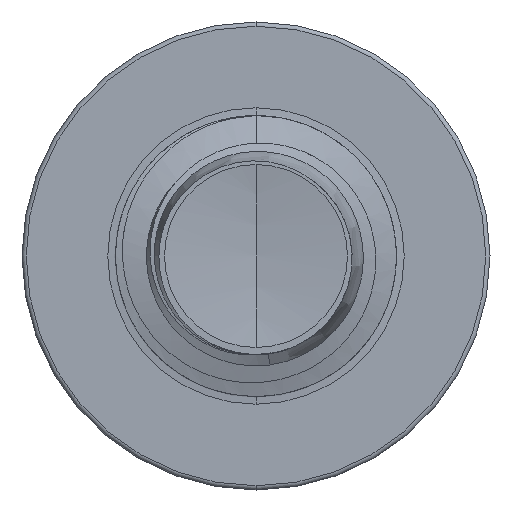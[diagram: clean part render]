
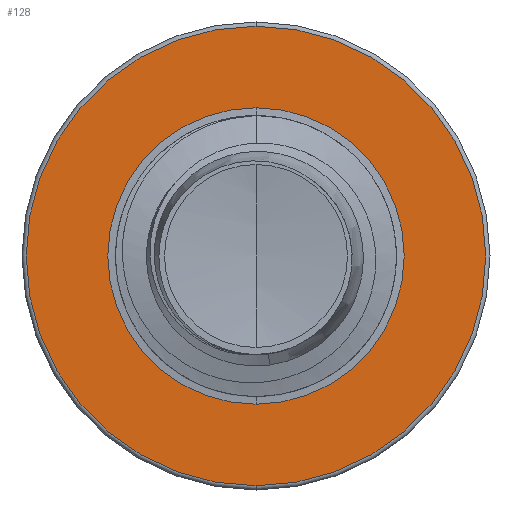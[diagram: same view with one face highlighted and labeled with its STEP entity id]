
A CAD part, front view. The second image highlights one B-rep face of the part: STEP entity #128.
In plain terms, the highlighted planar face has unit normal (0, -1, 0).
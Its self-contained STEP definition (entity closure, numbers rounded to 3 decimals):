
#128 = ADVANCED_FACE ( 'NONE', ( #2046, #13189 ), #718, .F. ) ;
#440 = DIRECTION ( 'NONE',  ( 0., 0., 1. ) ) ;
#441 = EDGE_CURVE ( 'NONE', #2639, #8241, #11373, .T. ) ;
#718 = PLANE ( 'NONE',  #2775 ) ;
#892 = DIRECTION ( 'NONE',  ( 0., 1., 0. ) ) ;
#1187 = EDGE_CURVE ( 'NONE', #8241, #2639, #9185, .T. ) ;
#2046 = FACE_OUTER_BOUND ( 'NONE', #15189, .T. ) ;
#2391 = ORIENTED_EDGE ( 'NONE', *, *, #1187, .T. ) ;
#2639 = VERTEX_POINT ( 'NONE', #4949 ) ;
#2775 = AXIS2_PLACEMENT_3D ( 'NONE', #15348, #17835, #17334 ) ;
#2982 = EDGE_LOOP ( 'NONE', ( #12583, #2391 ) ) ;
#3073 = DIRECTION ( 'NONE',  ( 0., 1., 0. ) ) ;
#3214 = CARTESIAN_POINT ( 'NONE',  ( 0., 7., 0. ) ) ;
#4618 = DIRECTION ( 'NONE',  ( 0., 0., 1. ) ) ;
#4663 = AXIS2_PLACEMENT_3D ( 'NONE', #3214, #12982, #4618 ) ;
#4949 = CARTESIAN_POINT ( 'NONE',  ( 0., 7., 2.375 ) ) ;
#6590 = EDGE_CURVE ( 'NONE', #10380, #18044, #16856, .T. ) ;
#7047 = AXIS2_PLACEMENT_3D ( 'NONE', #11381, #3073, #12838 ) ;
#7794 = CARTESIAN_POINT ( 'NONE',  ( 0., 7., 0. ) ) ;
#8241 = VERTEX_POINT ( 'NONE', #16844 ) ;
#9185 = CIRCLE ( 'NONE', #7047, 2.375 ) ;
#9187 = DIRECTION ( 'NONE',  ( 0., 0., 1. ) ) ;
#9241 = AXIS2_PLACEMENT_3D ( 'NONE', #7794, #17616, #9187 ) ;
#9771 = ORIENTED_EDGE ( 'NONE', *, *, #16680, .F. ) ;
#9931 = ORIENTED_EDGE ( 'NONE', *, *, #6590, .F. ) ;
#10376 = CARTESIAN_POINT ( 'NONE',  ( 0., 7., 3.683 ) ) ;
#10380 = VERTEX_POINT ( 'NONE', #10376 ) ;
#11145 = AXIS2_PLACEMENT_3D ( 'NONE', #17937, #892, #440 ) ;
#11373 = CIRCLE ( 'NONE', #11145, 2.375 ) ;
#11381 = CARTESIAN_POINT ( 'NONE',  ( 0., 7., 0. ) ) ;
#12583 = ORIENTED_EDGE ( 'NONE', *, *, #441, .T. ) ;
#12838 = DIRECTION ( 'NONE',  ( 0., 0., 1. ) ) ;
#12982 = DIRECTION ( 'NONE',  ( 0., 1., 0. ) ) ;
#13189 = FACE_BOUND ( 'NONE', #2982, .T. ) ;
#15189 = EDGE_LOOP ( 'NONE', ( #9931, #9771 ) ) ;
#15348 = CARTESIAN_POINT ( 'NONE',  ( 0., 7., -2.375 ) ) ;
#15891 = CIRCLE ( 'NONE', #9241, 3.683 ) ;
#16680 = EDGE_CURVE ( 'NONE', #18044, #10380, #15891, .T. ) ;
#16844 = CARTESIAN_POINT ( 'NONE',  ( 0., 7., -2.375 ) ) ;
#16856 = CIRCLE ( 'NONE', #4663, 3.683 ) ;
#17334 = DIRECTION ( 'NONE',  ( 0., 0., 1. ) ) ;
#17391 = CARTESIAN_POINT ( 'NONE',  ( 0., 7., -3.682 ) ) ;
#17616 = DIRECTION ( 'NONE',  ( 0., 1., 0. ) ) ;
#17835 = DIRECTION ( 'NONE',  ( 0., 1., 0. ) ) ;
#17937 = CARTESIAN_POINT ( 'NONE',  ( 0., 7., 0. ) ) ;
#18044 = VERTEX_POINT ( 'NONE', #17391 ) ;
